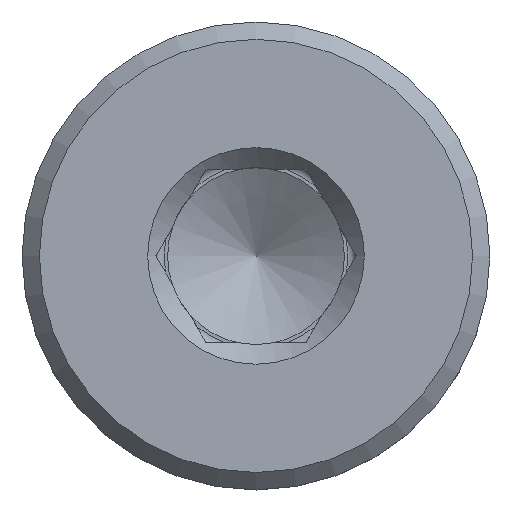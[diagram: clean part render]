
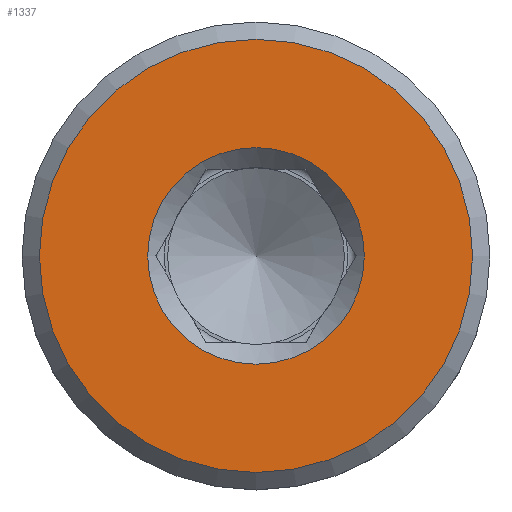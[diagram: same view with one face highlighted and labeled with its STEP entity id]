
A CAD part, top view. The second image highlights one B-rep face of the part: STEP entity #1337.
In plain terms, the highlighted planar face has unit normal (0, 0, 1).
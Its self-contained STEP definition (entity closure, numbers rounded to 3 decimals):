
#1294=CARTESIAN_POINT('',(6.25,0.,19.0));
#1295=VERTEX_POINT('',#1294);
#1296=CARTESIAN_POINT('',(0.0,0.0,19.0));
#1297=DIRECTION('',(0.0,0.0,-1.0));
#1298=DIRECTION('',(-1.0,0.0,0.0));
#1299=AXIS2_PLACEMENT_3D('',#1296,#1297,#1298);
#1300=CIRCLE('',#1299,6.25);
#1301=EDGE_CURVE('',#1295,#1295,#1300,.T.);
#1311=CARTESIAN_POINT('',(12.5,0.,19.0));
#1312=VERTEX_POINT('',#1311);
#1313=CARTESIAN_POINT('',(0.0,0.0,19.0));
#1314=DIRECTION('',(0.0,0.0,-1.0));
#1315=DIRECTION('',(-1.0,0.0,0.0));
#1316=AXIS2_PLACEMENT_3D('',#1313,#1314,#1315);
#1317=CIRCLE('',#1316,12.5);
#1318=EDGE_CURVE('',#1312,#1312,#1317,.T.);
#1326=CARTESIAN_POINT('',(0.0,0.0,19.0));
#1327=DIRECTION('',(0.0,0.0,-1.0));
#1328=DIRECTION('',(-1.0,0.0,0.0));
#1329=AXIS2_PLACEMENT_3D('',#1326,#1327,#1328);
#1330=PLANE('',#1329);
#1331=ORIENTED_EDGE('',*,*,#1318,.F.);
#1332=EDGE_LOOP('',(#1331));
#1333=FACE_OUTER_BOUND('',#1332,.T.);
#1334=ORIENTED_EDGE('',*,*,#1301,.T.);
#1335=EDGE_LOOP('',(#1334));
#1336=FACE_BOUND('',#1335,.T.);
#1337=ADVANCED_FACE('',(#1333,#1336),#1330,.F.);
